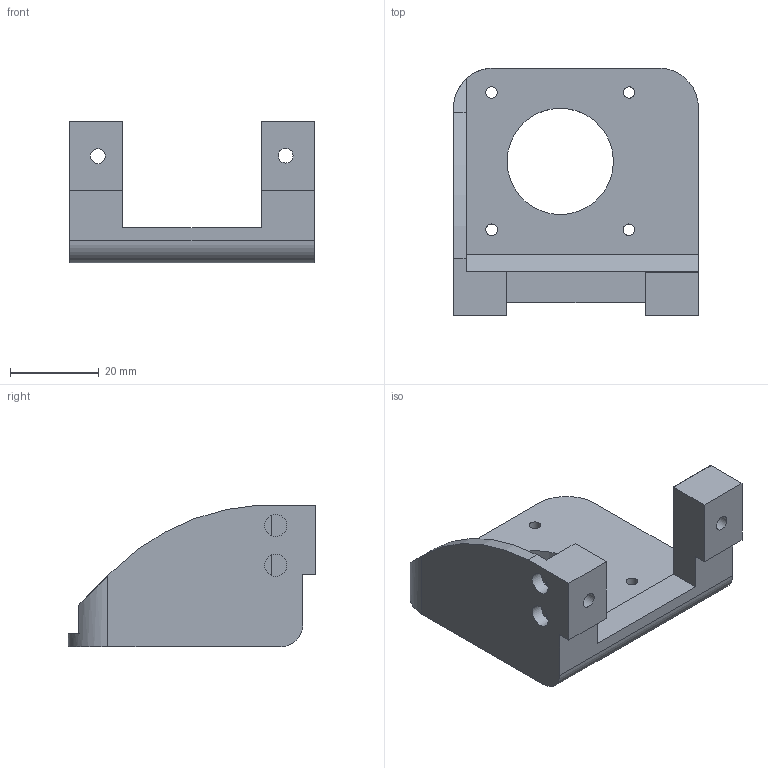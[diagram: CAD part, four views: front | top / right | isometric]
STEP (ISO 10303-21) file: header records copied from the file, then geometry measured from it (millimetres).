
FILE_DESCRIPTION(('HOOPS Exchange Step'),'2;1');
FILE_NAME('temp_export.step','2020-04-24T21:12:45+19:00',('mobile'),('Shapr3D Limited'),'HOOPS Exchange 2018.1','Shapr3D','Authorized');
FILE_SCHEMA( ('AP203_CONFIGURATION_CONTROLLED_3D_DESIGN_OF_MECHANICAL_PARTS_AND_ASSEMBLIES_MIM_LF') );
Length unit declared in the file: millimetre
Products named in the file (1): Stepper Mount
Bounding box: 55.3 x 56 x 32 mm (x, y, z)
Volume: 16865.4 mm3; surface area: 10435.6 mm2
Topology: 1 solids, 1 shells, 35 faces, 100 edges, 69 vertices
Faces by surface type: plane 21, cylinder 14
Full cylindrical faces by diameter (mm): 2.6 x4, 3.34 x1, 3.4 x1, 5 x2, 24 x1
Entity records: 1218 total; most frequent: DIRECTION 208, CARTESIAN_POINT 205, ORIENTED_EDGE 200, EDGE_CURVE 100, AXIS2_PLACEMENT_3D 72, VERTEX_POINT 69, VECTOR 64, LINE 64
